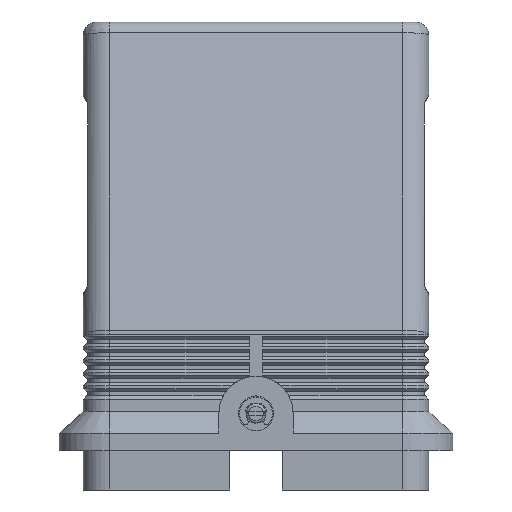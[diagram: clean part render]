
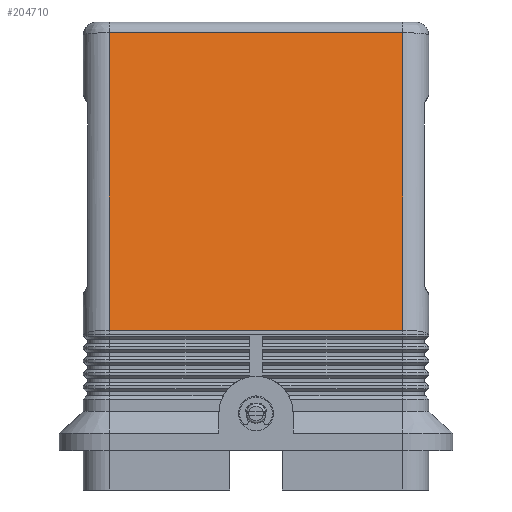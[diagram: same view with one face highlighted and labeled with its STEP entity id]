
A CAD part, left-side view. The second image highlights one B-rep face of the part: STEP entity #204710.
In plain terms, the highlighted planar face has unit normal (-0.984, 0, 0.18).
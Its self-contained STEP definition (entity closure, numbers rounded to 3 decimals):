
#2140=CARTESIAN_POINT('',(-47.95,-33.5,104.54));
#2150=DIRECTION('',(-0.18,0.,-0.984));
#2160=VECTOR('',#2150,1.);
#2170=LINE('',#2140,#2160);
#2180=CARTESIAN_POINT('',(-47.95,-33.5,104.54));
#2190=VERTEX_POINT('',#2180);
#2200=CARTESIAN_POINT('',(-60.402,-33.5,36.536));
#2210=VERTEX_POINT('',#2200);
#2220=EDGE_CURVE('',#2190,#2210,#2170,.T.);
#3190=CARTESIAN_POINT('',(-60.402,33.5,36.536));
#3200=VERTEX_POINT('',#3190);
#3230=CARTESIAN_POINT('',(-60.402,-33.5,36.536));
#3240=DIRECTION('',(0.,1.,0.));
#3250=VECTOR('',#3240,1.);
#3260=LINE('',#3230,#3250);
#3270=EDGE_CURVE('',#2210,#3200,#3260,.T.);
#4470=CARTESIAN_POINT('',(-47.95,33.5,104.54));
#4480=VERTEX_POINT('',#4470);
#4510=CARTESIAN_POINT('',(-60.402,33.5,36.536));
#4520=DIRECTION('',(0.18,0.,0.984));
#4530=VECTOR('',#4520,1.);
#4540=LINE('',#4510,#4530);
#4550=EDGE_CURVE('',#3200,#4480,#4540,.T.);
#5270=CARTESIAN_POINT('',(-47.95,33.5,104.54));
#5280=DIRECTION('',(0.,-1.,0.));
#5290=VECTOR('',#5280,1.);
#5300=LINE('',#5270,#5290);
#5310=EDGE_CURVE('',#4480,#2190,#5300,.T.);
#204600=CARTESIAN_POINT('',(-61.647,-40.2,29.735));
#204610=DIRECTION('',(-0.984,0.,0.18));
#204620=DIRECTION('',(0.18,0.,0.984));
#204630=AXIS2_PLACEMENT_3D('',#204600,#204610,#204620);
#204640=PLANE('',#204630);
#204650=ORIENTED_EDGE('',*,*,#2220,.F.);
#204660=ORIENTED_EDGE('',*,*,#3270,.F.);
#204670=ORIENTED_EDGE('',*,*,#4550,.F.);
#204680=ORIENTED_EDGE('',*,*,#5310,.F.);
#204690=EDGE_LOOP('',(#204680,#204670,#204660,#204650));
#204700=FACE_OUTER_BOUND('',#204690,.T.);
#204710=ADVANCED_FACE('',(#204700),#204640,.T.);
